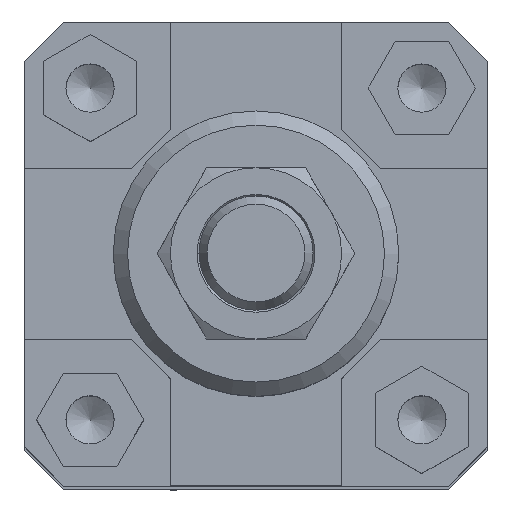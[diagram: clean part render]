
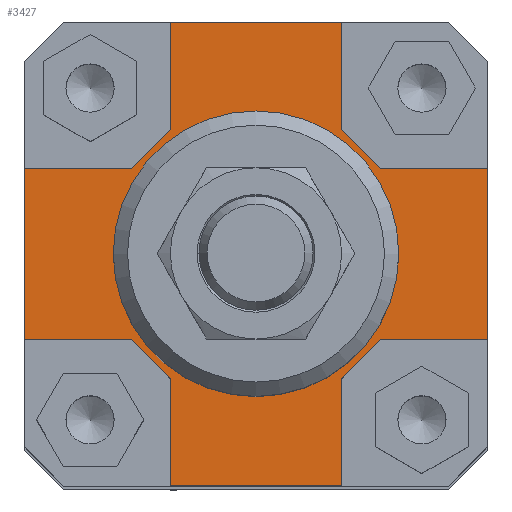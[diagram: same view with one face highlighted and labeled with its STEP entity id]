
A CAD part, top view. The second image highlights one B-rep face of the part: STEP entity #3427.
In plain terms, the highlighted planar face has unit normal (0, 0, 1).
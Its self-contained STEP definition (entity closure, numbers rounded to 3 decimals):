
#236=LINE('',#5096,#622);
#269=LINE('',#5173,#655);
#270=LINE('',#5175,#656);
#271=LINE('',#5177,#657);
#272=LINE('',#5179,#658);
#273=LINE('',#5181,#659);
#274=LINE('',#5183,#660);
#275=LINE('',#5185,#661);
#276=LINE('',#5187,#662);
#277=LINE('',#5189,#663);
#278=LINE('',#5191,#664);
#279=LINE('',#5193,#665);
#280=LINE('',#5195,#666);
#281=LINE('',#5197,#667);
#282=LINE('',#5199,#668);
#283=LINE('',#5201,#669);
#622=VECTOR('',#4143,1000.);
#655=VECTOR('',#4204,1000.);
#656=VECTOR('',#4205,1000.);
#657=VECTOR('',#4206,1000.);
#658=VECTOR('',#4207,1000.);
#659=VECTOR('',#4208,1000.);
#660=VECTOR('',#4209,1000.);
#661=VECTOR('',#4210,1000.);
#662=VECTOR('',#4211,1000.);
#663=VECTOR('',#4212,1000.);
#664=VECTOR('',#4213,1000.);
#665=VECTOR('',#4214,1000.);
#666=VECTOR('',#4215,1000.);
#667=VECTOR('',#4216,1000.);
#668=VECTOR('',#4217,1000.);
#669=VECTOR('',#4218,1000.);
#1153=ORIENTED_EDGE('',*,*,#2002,.T.);
#1154=ORIENTED_EDGE('',*,*,#2003,.F.);
#1155=ORIENTED_EDGE('',*,*,#2004,.T.);
#1156=ORIENTED_EDGE('',*,*,#2005,.F.);
#1157=ORIENTED_EDGE('',*,*,#2006,.T.);
#1158=ORIENTED_EDGE('',*,*,#2007,.F.);
#1159=ORIENTED_EDGE('',*,*,#2008,.T.);
#1160=ORIENTED_EDGE('',*,*,#2009,.F.);
#1161=ORIENTED_EDGE('',*,*,#2010,.T.);
#1162=ORIENTED_EDGE('',*,*,#2011,.F.);
#1163=ORIENTED_EDGE('',*,*,#2012,.T.);
#1164=ORIENTED_EDGE('',*,*,#2013,.F.);
#1165=ORIENTED_EDGE('',*,*,#2014,.T.);
#1166=ORIENTED_EDGE('',*,*,#2015,.F.);
#1167=ORIENTED_EDGE('',*,*,#2016,.T.);
#1168=ORIENTED_EDGE('',*,*,#2017,.F.);
#1169=ORIENTED_EDGE('',*,*,#1966,.T.);
#1966=EDGE_CURVE('',#2403,#2401,#236,.T.);
#2002=EDGE_CURVE('',#2432,#2432,#2647,.T.);
#2003=EDGE_CURVE('',#2433,#2401,#269,.T.);
#2004=EDGE_CURVE('',#2433,#2434,#270,.T.);
#2005=EDGE_CURVE('',#2435,#2434,#271,.T.);
#2006=EDGE_CURVE('',#2435,#2436,#272,.T.);
#2007=EDGE_CURVE('',#2437,#2436,#273,.T.);
#2008=EDGE_CURVE('',#2437,#2438,#274,.T.);
#2009=EDGE_CURVE('',#2439,#2438,#275,.T.);
#2010=EDGE_CURVE('',#2439,#2440,#276,.T.);
#2011=EDGE_CURVE('',#2441,#2440,#277,.T.);
#2012=EDGE_CURVE('',#2441,#2442,#278,.T.);
#2013=EDGE_CURVE('',#2443,#2442,#279,.T.);
#2014=EDGE_CURVE('',#2443,#2444,#280,.T.);
#2015=EDGE_CURVE('',#2445,#2444,#281,.T.);
#2016=EDGE_CURVE('',#2445,#2446,#282,.T.);
#2017=EDGE_CURVE('',#2403,#2446,#283,.T.);
#2401=VERTEX_POINT('',#5094);
#2403=VERTEX_POINT('',#5097);
#2432=VERTEX_POINT('',#5172);
#2433=VERTEX_POINT('',#5174);
#2434=VERTEX_POINT('',#5176);
#2435=VERTEX_POINT('',#5178);
#2436=VERTEX_POINT('',#5180);
#2437=VERTEX_POINT('',#5182);
#2438=VERTEX_POINT('',#5184);
#2439=VERTEX_POINT('',#5186);
#2440=VERTEX_POINT('',#5188);
#2441=VERTEX_POINT('',#5190);
#2442=VERTEX_POINT('',#5192);
#2443=VERTEX_POINT('',#5194);
#2444=VERTEX_POINT('',#5196);
#2445=VERTEX_POINT('',#5198);
#2446=VERTEX_POINT('',#5200);
#2647=CIRCLE('',#3694,20.);
#2759=EDGE_LOOP('',(#1153));
#2760=EDGE_LOOP('',(#1154,#1155,#1156,#1157,#1158,#1159,#1160,#1161,#1162,
#1163,#1164,#1165,#1166,#1167,#1168,#1169));
#3017=FACE_BOUND('',#2759,.T.);
#3018=FACE_BOUND('',#2760,.T.);
#3262=PLANE('',#3693);
#3427=ADVANCED_FACE('',(#3017,#3018),#3262,.T.);
#3693=AXIS2_PLACEMENT_3D('',#5170,#4200,#4201);
#3694=AXIS2_PLACEMENT_3D('',#5171,#4202,#4203);
#4143=DIRECTION('',(1.,0.,0.));
#4200=DIRECTION('',(0.,0.,1.));
#4201=DIRECTION('',(1.,0.,0.));
#4202=DIRECTION('',(0.,0.,-1.));
#4203=DIRECTION('',(-1.,0.,0.));
#4204=DIRECTION('',(-0.707,0.707,0.));
#4205=DIRECTION('',(0.,-1.,0.));
#4206=DIRECTION('',(-1.,0.,0.));
#4207=DIRECTION('',(0.,1.,0.));
#4208=DIRECTION('',(-0.707,-0.707,0.));
#4209=DIRECTION('',(1.,0.,0.));
#4210=DIRECTION('',(0.,-1.,0.));
#4211=DIRECTION('',(-1.,0.,0.));
#4212=DIRECTION('',(0.707,-0.707,0.));
#4213=DIRECTION('',(0.,1.,0.));
#4214=DIRECTION('',(1.,0.,0.));
#4215=DIRECTION('',(0.,-1.,0.));
#4216=DIRECTION('',(0.707,0.707,0.));
#4217=DIRECTION('',(-1.,0.,0.));
#4218=DIRECTION('',(0.,1.,0.));
#5094=CARTESIAN_POINT('',(-17.5,-12.,165.5));
#5096=CARTESIAN_POINT('',(-32.5,-12.,165.5));
#5097=CARTESIAN_POINT('',(-32.5,-12.,165.5));
#5170=CARTESIAN_POINT('',(0.,0.,165.5));
#5171=CARTESIAN_POINT('',(0.,0.,165.5));
#5172=CARTESIAN_POINT('',(-20.,0.,165.5));
#5173=CARTESIAN_POINT('',(-12.,-17.5,165.5));
#5174=CARTESIAN_POINT('',(-12.,-17.5,165.5));
#5175=CARTESIAN_POINT('',(-12.,-17.5,165.5));
#5176=CARTESIAN_POINT('',(-12.,-32.5,165.5));
#5177=CARTESIAN_POINT('',(12.,-32.5,165.5));
#5178=CARTESIAN_POINT('',(12.,-32.5,165.5));
#5179=CARTESIAN_POINT('',(12.,-32.5,165.5));
#5180=CARTESIAN_POINT('',(12.,-17.5,165.5));
#5181=CARTESIAN_POINT('',(17.5,-12.,165.5));
#5182=CARTESIAN_POINT('',(17.5,-12.,165.5));
#5183=CARTESIAN_POINT('',(17.5,-12.,165.5));
#5184=CARTESIAN_POINT('',(32.5,-12.,165.5));
#5185=CARTESIAN_POINT('',(32.5,12.,165.5));
#5186=CARTESIAN_POINT('',(32.5,12.,165.5));
#5187=CARTESIAN_POINT('',(32.5,12.,165.5));
#5188=CARTESIAN_POINT('',(17.5,12.,165.5));
#5189=CARTESIAN_POINT('',(12.,17.5,165.5));
#5190=CARTESIAN_POINT('',(12.,17.5,165.5));
#5191=CARTESIAN_POINT('',(12.,17.5,165.5));
#5192=CARTESIAN_POINT('',(12.,32.5,165.5));
#5193=CARTESIAN_POINT('',(-12.,32.5,165.5));
#5194=CARTESIAN_POINT('',(-12.,32.5,165.5));
#5195=CARTESIAN_POINT('',(-12.,32.5,165.5));
#5196=CARTESIAN_POINT('',(-12.,17.5,165.5));
#5197=CARTESIAN_POINT('',(-17.5,12.,165.5));
#5198=CARTESIAN_POINT('',(-17.5,12.,165.5));
#5199=CARTESIAN_POINT('',(-17.5,12.,165.5));
#5200=CARTESIAN_POINT('',(-32.5,12.,165.5));
#5201=CARTESIAN_POINT('',(-32.5,-12.,165.5));
